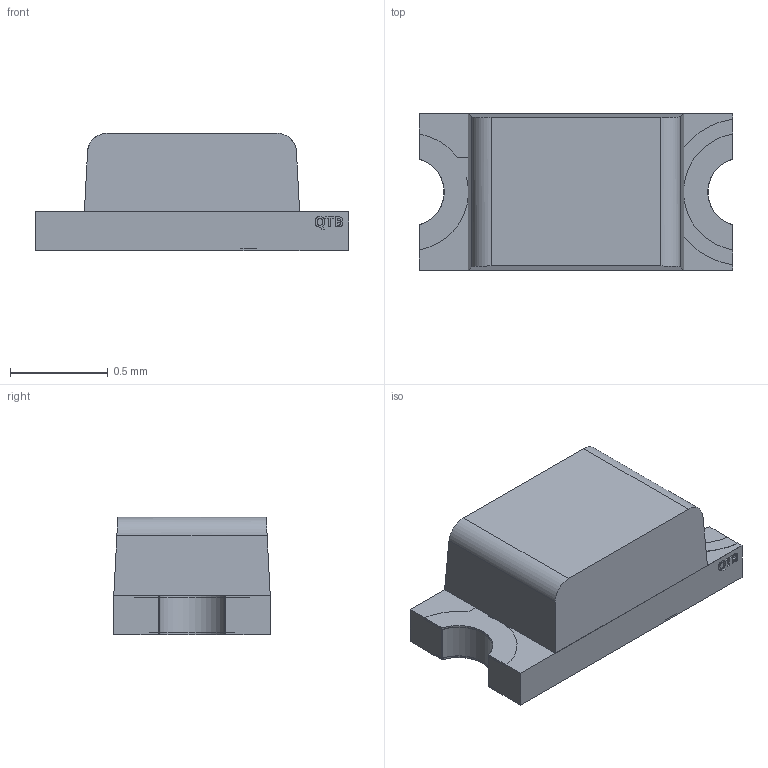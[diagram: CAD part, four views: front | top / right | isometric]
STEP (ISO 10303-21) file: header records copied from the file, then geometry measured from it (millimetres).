
FILE_DESCRIPTION(/* description */ (''),/* implementation_level */ '2;1');
FILE_NAME(/* name */ '5fab0a8b1f53bf0e7c10a44e',/* time_stamp */ '2020-11-10T21:47:56+00:00',/* author */ (''),/* organization */ (''),/* preprocessor_version */ 'ST-DEVELOPER v16.7',/* originating_system */ $,/* authorisation */ $);
FILE_SCHEMA (('AUTOMOTIVE_DESIGN {1 0 10303 214 3 1 1}'));
Length unit declared in the file: metre
Products named in the file (12): QBLP601 (Mono-Color); Substrate; Bottom Polarity; Top Polarity 2a; Bottom Pad 2; Bottom Pad 1; Side Pad 2; Top Polarity 2b; Side Pad 1; Top Pad 1; Resin
Assembly tree (11 placements, depth 2):
  QBLP601 (Mono-Color)
    Substrate
    Bottom Polarity
    Top Polarity 2a
    Bottom Pad 2
    Bottom Pad 1
    Side Pad 2
    Top Polarity 2b
    Side Pad 1
    Top Polarity 2a
    Top Pad 1
    Resin
Bounding box: 1.6 x 0.8 x 0.6 mm (x, y, z)
Volume: 0.6 mm3; surface area: 9 mm2
Topology: 11 solids, 11 shells, 186 faces, 471 edges, 314 vertices
Faces by surface type: plane 127, cylinder 30, bspline 29
Entity records: 5963 total; most frequent: CARTESIAN_POINT 1302, ORIENTED_EDGE 942, DIRECTION 811, EDGE_CURVE 471, LINE 353, VECTOR 353, VERTEX_POINT 314, AXIS2_PLACEMENT_3D 229
